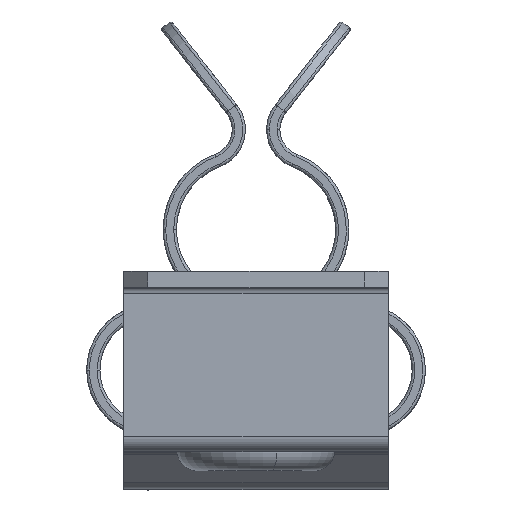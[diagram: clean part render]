
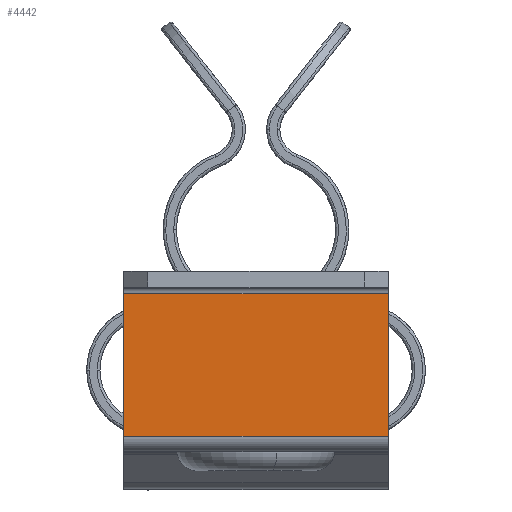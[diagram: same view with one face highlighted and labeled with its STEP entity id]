
A CAD part, top view. The second image highlights one B-rep face of the part: STEP entity #4442.
In plain terms, the highlighted face is planar.
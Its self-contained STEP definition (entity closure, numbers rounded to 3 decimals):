
#446 = CARTESIAN_POINT ( 'NONE',  ( -22.221, 7.371, -5. ) ) ;
#505 = VECTOR ( 'NONE', #5604, 1000. ) ;
#928 = ORIENTED_EDGE ( 'NONE', *, *, #7688, .F. ) ;
#982 = EDGE_CURVE ( 'NONE', #4381, #5266, #6661, .T. ) ;
#1527 = CARTESIAN_POINT ( 'NONE',  ( -22.127, 1.992, -5. ) ) ;
#1764 = VECTOR ( 'NONE', #6160, 1000. ) ;
#1780 = EDGE_CURVE ( 'NONE', #4381, #6509, #5473, .T. ) ;
#2129 = VERTEX_POINT ( 'NONE', #1527 ) ;
#2139 = CARTESIAN_POINT ( 'NONE',  ( -22.221, 7.371, 5. ) ) ;
#2324 = AXIS2_PLACEMENT_3D ( 'NONE', #7934, #7098, #3768 ) ;
#2537 = ORIENTED_EDGE ( 'NONE', *, *, #1780, .T. ) ;
#2615 = LINE ( 'NONE', #2782, #6409 ) ;
#2782 = CARTESIAN_POINT ( 'NONE',  ( -22.127, 1.992, 5. ) ) ;
#3323 = EDGE_CURVE ( 'NONE', #6509, #2129, #7634, .T. ) ;
#3418 = CARTESIAN_POINT ( 'NONE',  ( -22.221, 7.371, -5. ) ) ;
#3691 = VECTOR ( 'NONE', #6090, 1000. ) ;
#3768 = DIRECTION ( 'NONE',  ( -0.017, 1., 0. ) ) ;
#3865 = CARTESIAN_POINT ( 'NONE',  ( -22.127, 1.992, 5. ) ) ;
#4381 = VERTEX_POINT ( 'NONE', #10523 ) ;
#4428 = EDGE_LOOP ( 'NONE', ( #10120, #928, #6887, #2537 ) ) ;
#4442 = ADVANCED_FACE ( 'NONE', ( #4446 ), #6128, .F. ) ;
#4446 = FACE_OUTER_BOUND ( 'NONE', #4428, .T. ) ;
#5266 = VERTEX_POINT ( 'NONE', #3865 ) ;
#5473 = LINE ( 'NONE', #2139, #1764 ) ;
#5604 = DIRECTION ( 'NONE',  ( 0.017, -1., 0. ) ) ;
#6090 = DIRECTION ( 'NONE',  ( 0.017, -1., 0. ) ) ;
#6128 = PLANE ( 'NONE',  #2324 ) ;
#6160 = DIRECTION ( 'NONE',  ( 0., 0., -1. ) ) ;
#6409 = VECTOR ( 'NONE', #8477, 1000. ) ;
#6489 = CARTESIAN_POINT ( 'NONE',  ( -22.221, 7.371, 5. ) ) ;
#6509 = VERTEX_POINT ( 'NONE', #446 ) ;
#6661 = LINE ( 'NONE', #6489, #505 ) ;
#6887 = ORIENTED_EDGE ( 'NONE', *, *, #982, .F. ) ;
#7098 = DIRECTION ( 'NONE',  ( 1., 0.017, 0. ) ) ;
#7634 = LINE ( 'NONE', #3418, #3691 ) ;
#7688 = EDGE_CURVE ( 'NONE', #5266, #2129, #2615, .T. ) ;
#7934 = CARTESIAN_POINT ( 'NONE',  ( -22.221, 7.371, 5. ) ) ;
#8477 = DIRECTION ( 'NONE',  ( 0., 0., -1. ) ) ;
#10120 = ORIENTED_EDGE ( 'NONE', *, *, #3323, .T. ) ;
#10523 = CARTESIAN_POINT ( 'NONE',  ( -22.221, 7.371, 5. ) ) ;
